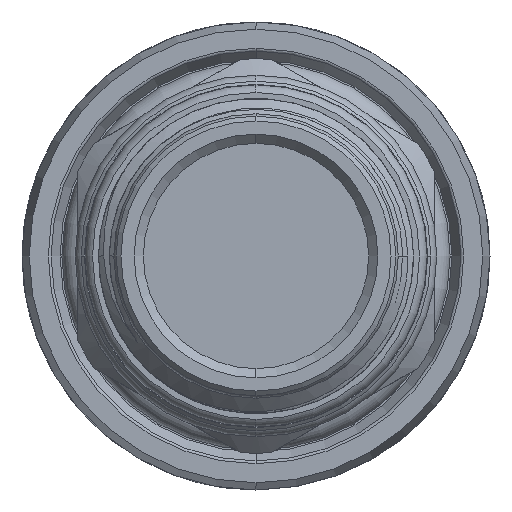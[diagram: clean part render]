
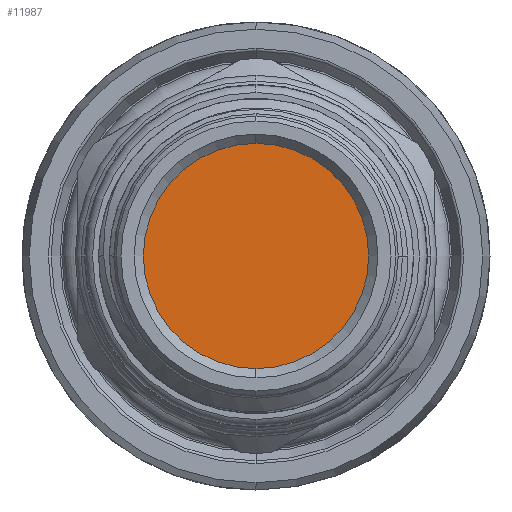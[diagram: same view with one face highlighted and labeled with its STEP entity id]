
A CAD part, left-side view. The second image highlights one B-rep face of the part: STEP entity #11987.
In plain terms, the highlighted planar face has unit normal (-1, 0, 0).
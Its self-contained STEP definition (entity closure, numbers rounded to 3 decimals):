
#171 = EDGE_CURVE ( 'NONE', #3089, #9133, #6189, .T. ) ;
#1818 = CARTESIAN_POINT ( 'NONE',  ( -62.478, 0., 0. ) ) ;
#1929 = PLANE ( 'NONE',  #12328 ) ;
#2000 = CARTESIAN_POINT ( 'NONE',  ( -62.478, 0., 0. ) ) ;
#2242 = ORIENTED_EDGE ( 'NONE', *, *, #171, .F. ) ;
#3089 = VERTEX_POINT ( 'NONE', #9874 ) ;
#3783 = EDGE_CURVE ( 'NONE', #9133, #3089, #10560, .T. ) ;
#4693 = DIRECTION ( 'NONE',  ( 1., 0., 0. ) ) ;
#5503 = DIRECTION ( 'NONE',  ( 0., 0., 1. ) ) ;
#5866 = ORIENTED_EDGE ( 'NONE', *, *, #3783, .F. ) ;
#6189 = CIRCLE ( 'NONE', #9578, 7.028 ) ;
#6845 = EDGE_LOOP ( 'NONE', ( #5866, #2242 ) ) ;
#6941 = CARTESIAN_POINT ( 'NONE',  ( -62.478, 0., 0. ) ) ;
#7059 = DIRECTION ( 'NONE',  ( 0., 0., 1. ) ) ;
#8464 = AXIS2_PLACEMENT_3D ( 'NONE', #6941, #4693, #7059 ) ;
#8624 = FACE_OUTER_BOUND ( 'NONE', #6845, .T. ) ;
#9119 = DIRECTION ( 'NONE',  ( 0., 0., 1. ) ) ;
#9133 = VERTEX_POINT ( 'NONE', #9689 ) ;
#9578 = AXIS2_PLACEMENT_3D ( 'NONE', #2000, #15102, #5503 ) ;
#9689 = CARTESIAN_POINT ( 'NONE',  ( -62.478, 0., 7.028 ) ) ;
#9874 = CARTESIAN_POINT ( 'NONE',  ( -62.478, 0., -7.028 ) ) ;
#10560 = CIRCLE ( 'NONE', #8464, 7.028 ) ;
#11987 = ADVANCED_FACE ( 'NONE', ( #8624 ), #1929, .T. ) ;
#12328 = AXIS2_PLACEMENT_3D ( 'NONE', #1818, #12666, #9119 ) ;
#12666 = DIRECTION ( 'NONE',  ( -1., 0., 0. ) ) ;
#15102 = DIRECTION ( 'NONE',  ( 1., 0., 0. ) ) ;
